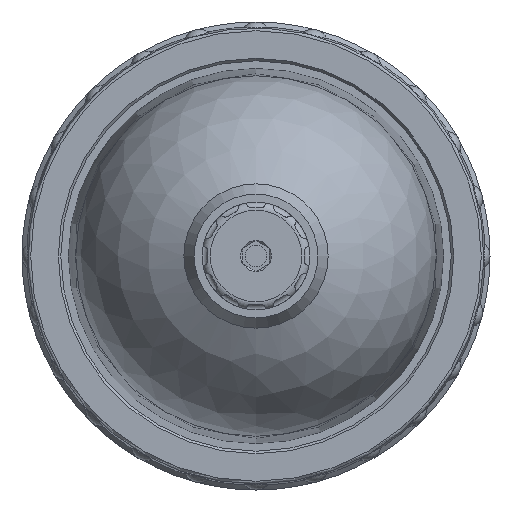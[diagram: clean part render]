
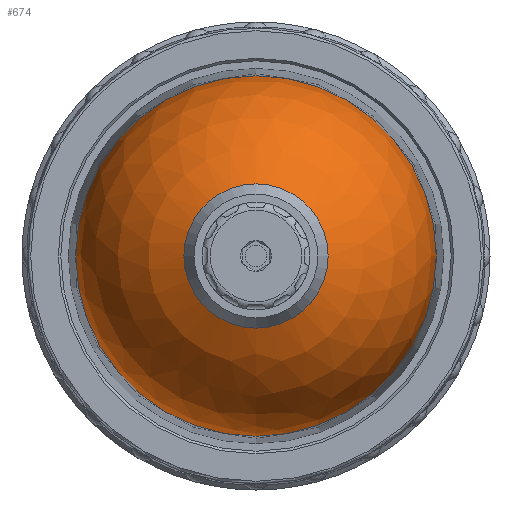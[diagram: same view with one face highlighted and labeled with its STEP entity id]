
A CAD part, front view. The second image highlights one B-rep face of the part: STEP entity #674.
In plain terms, the highlighted spherical face has radius 33.5 mm.
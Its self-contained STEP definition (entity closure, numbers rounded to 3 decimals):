
#674 = ADVANCED_FACE( '', ( #1490, #1491 ), #1492, .T. );
#1490 = FACE_OUTER_BOUND( '', #2461, .T. );
#1491 = FACE_OUTER_BOUND( '', #2462, .T. );
#1492 = SPHERICAL_SURFACE( '', #2463, 33.5 );
#2461 = EDGE_LOOP( '', ( #4257 ) );
#2462 = EDGE_LOOP( '', ( #4258 ) );
#2463 = AXIS2_PLACEMENT_3D( '', #4259, #4260, #4261 );
#4257 = ORIENTED_EDGE( '', *, *, #6249, .T. );
#4258 = ORIENTED_EDGE( '', *, *, #6250, .F. );
#4259 = CARTESIAN_POINT( '', ( 0., -87.5, 0. ) );
#4260 = DIRECTION( '', ( 0., -1., 0. ) );
#4261 = DIRECTION( '', ( 1., 0., 0. ) );
#6249 = EDGE_CURVE( '', #7669, #7669, #7670, .T. );
#6250 = EDGE_CURVE( '', #7671, #7671, #7672, .T. );
#7669 = VERTEX_POINT( '', #10986 );
#7670 = CIRCLE( '', #10987, 33.5 );
#7671 = VERTEX_POINT( '', #10988 );
#7672 = CIRCLE( '', #10989, 13.405 );
#10986 = CARTESIAN_POINT( '', ( 0., -87.5, -33.5 ) );
#10987 = AXIS2_PLACEMENT_3D( '', #12646, #12647, #12648 );
#10988 = CARTESIAN_POINT( '', ( 0., -118.201, -13.405 ) );
#10989 = AXIS2_PLACEMENT_3D( '', #12649, #12650, #12651 );
#12646 = CARTESIAN_POINT( '', ( 0., -87.5, 0. ) );
#12647 = DIRECTION( '', ( 0., -1., 0. ) );
#12648 = DIRECTION( '', ( 0., 0., -1. ) );
#12649 = CARTESIAN_POINT( '', ( 0., -118.201, 0. ) );
#12650 = DIRECTION( '', ( 0., -1., 0. ) );
#12651 = DIRECTION( '', ( 0., 0., -1. ) );
